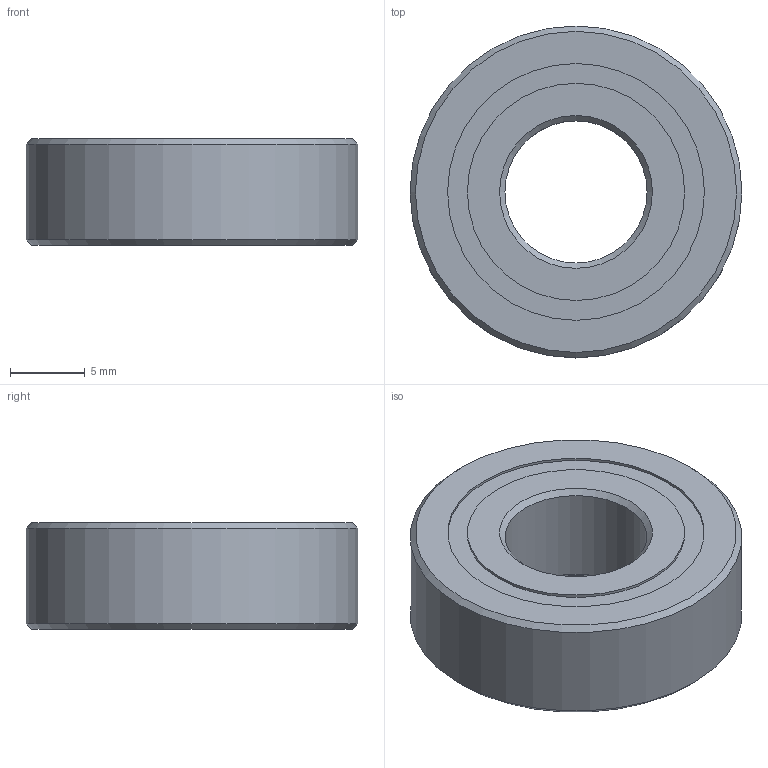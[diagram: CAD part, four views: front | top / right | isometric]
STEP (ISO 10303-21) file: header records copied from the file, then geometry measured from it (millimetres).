
FILE_DESCRIPTION(/* description */ ('STEP AP203'),/* implementation_level */ '2;1');
FILE_NAME(/* name */ 'TTB-0023_.875OD_.375ID_.28WD.stp',/* time_stamp */ '2020-05-06T00:25:37-04:00',/* author */ ('rdogn'),/* organization */ (''),/* preprocessor_version */ 'ST-DEVELOPER v18',/* originating_system */ 'Autodesk Inventor 2020',/* authorisation */ '');
FILE_SCHEMA (('AUTOMOTIVE_DESIGN { 1 0 10303 214 3 1 1 }'));
Length unit declared in the file: inch
Products named in the file (1): 60355K450_BALL BEARING
Bounding box: 22.23 x 22.23 x 7.14 mm (x, y, z)
Volume: 1969.8 mm3; surface area: 2941.3 mm2
Topology: 14 solids, 14 shells, 34 faces, 93 edges, 67 vertices
Faces by surface type: cylinder 10, sphere 10, plane 8, cone 4, torus 2
Full cylindrical faces by diameter (mm): 9.525 x1, 14.549 x4, 17.201 x4, 22.225 x1
Entity records: 1082 total; most frequent: DIRECTION 202, CARTESIAN_POINT 175, ORIENTED_EDGE 146, AXIS2_PLACEMENT_3D 94, EDGE_CURVE 73, VERTEX_POINT 67, CIRCLE 59, EDGE_LOOP 42
